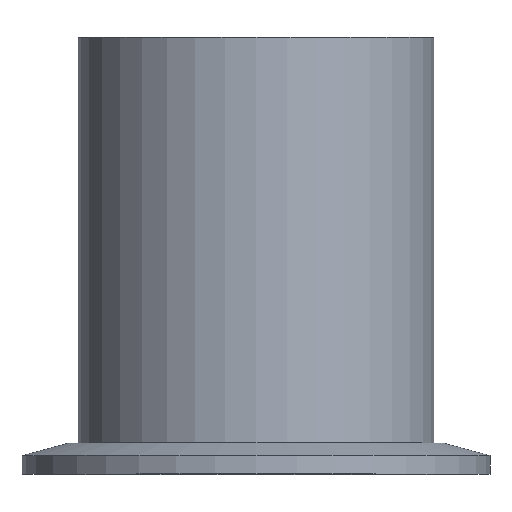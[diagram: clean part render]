
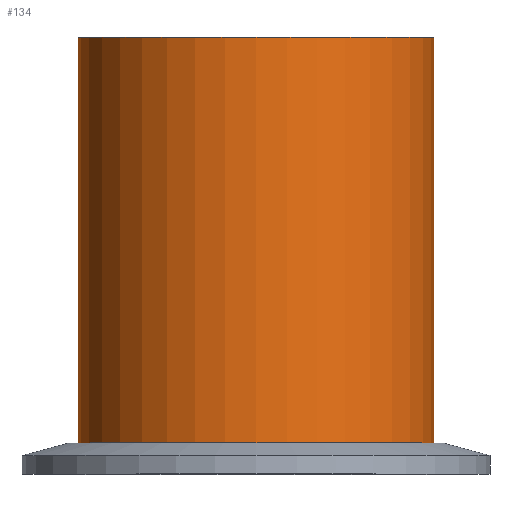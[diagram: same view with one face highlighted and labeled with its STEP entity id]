
A CAD part, top view. The second image highlights one B-rep face of the part: STEP entity #134.
In plain terms, the highlighted cylindrical face has radius 28.5 mm (diameter 57 mm), a full revolution.
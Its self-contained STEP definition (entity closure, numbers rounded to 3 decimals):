
#15=CYLINDRICAL_SURFACE('',#167,28.5);
#26=FACE_OUTER_BOUND('',#34,.T.);
#34=EDGE_LOOP('',(#105,#106,#107,#108,#109,#110));
#42=LINE('',#249,#46);
#46=VECTOR('',#205,28.5);
#53=CIRCLE('',#165,28.5);
#54=CIRCLE('',#166,28.5);
#55=CIRCLE('',#168,28.5);
#56=CIRCLE('',#169,28.5);
#67=VERTEX_POINT('',#240);
#68=VERTEX_POINT('',#241);
#69=VERTEX_POINT('',#245);
#70=VERTEX_POINT('',#246);
#82=EDGE_CURVE('',#67,#68,#53,.T.);
#83=EDGE_CURVE('',#68,#67,#54,.T.);
#84=EDGE_CURVE('',#69,#70,#55,.T.);
#85=EDGE_CURVE('',#70,#69,#56,.T.);
#86=EDGE_CURVE('',#70,#68,#42,.T.);
#105=ORIENTED_EDGE('',*,*,#84,.F.);
#106=ORIENTED_EDGE('',*,*,#85,.F.);
#107=ORIENTED_EDGE('',*,*,#86,.T.);
#108=ORIENTED_EDGE('',*,*,#83,.T.);
#109=ORIENTED_EDGE('',*,*,#82,.T.);
#110=ORIENTED_EDGE('',*,*,#86,.F.);
#134=ADVANCED_FACE('',(#26),#15,.T.);
#165=AXIS2_PLACEMENT_3D('',#242,#195,#196);
#166=AXIS2_PLACEMENT_3D('',#243,#197,#198);
#167=AXIS2_PLACEMENT_3D('',#244,#199,#200);
#168=AXIS2_PLACEMENT_3D('',#247,#201,#202);
#169=AXIS2_PLACEMENT_3D('',#248,#203,#204);
#195=DIRECTION('center_axis',(0.,1.,0.));
#196=DIRECTION('ref_axis',(1.,0.,0.));
#197=DIRECTION('center_axis',(0.,1.,0.));
#198=DIRECTION('ref_axis',(1.,0.,0.));
#199=DIRECTION('center_axis',(0.,1.,0.));
#200=DIRECTION('ref_axis',(-1.,0.,0.));
#201=DIRECTION('center_axis',(0.,1.,0.));
#202=DIRECTION('ref_axis',(1.,0.,0.));
#203=DIRECTION('center_axis',(0.,1.,0.));
#204=DIRECTION('ref_axis',(1.,0.,0.));
#205=DIRECTION('',(0.,-1.,0.));
#240=CARTESIAN_POINT('',(-28.5,5.,0.));
#241=CARTESIAN_POINT('',(28.5,5.,0.));
#242=CARTESIAN_POINT('Origin',(0.,5.,0.));
#243=CARTESIAN_POINT('Origin',(0.,5.,0.));
#244=CARTESIAN_POINT('Origin',(0.,37.5,0.));
#245=CARTESIAN_POINT('',(-28.5,70.,0.));
#246=CARTESIAN_POINT('',(28.5,70.,0.));
#247=CARTESIAN_POINT('Origin',(0.,70.,0.));
#248=CARTESIAN_POINT('Origin',(0.,70.,0.));
#249=CARTESIAN_POINT('',(28.5,37.5,0.));
